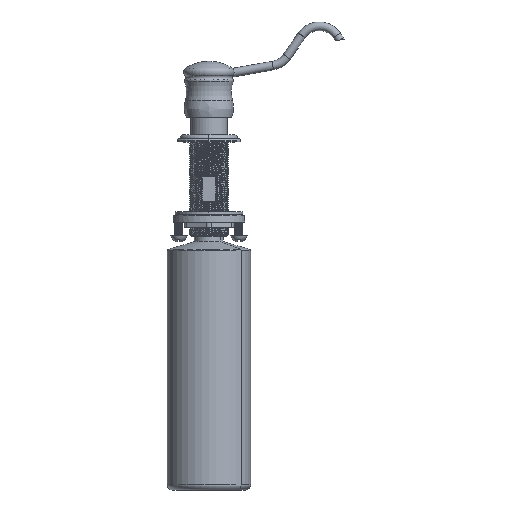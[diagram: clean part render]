
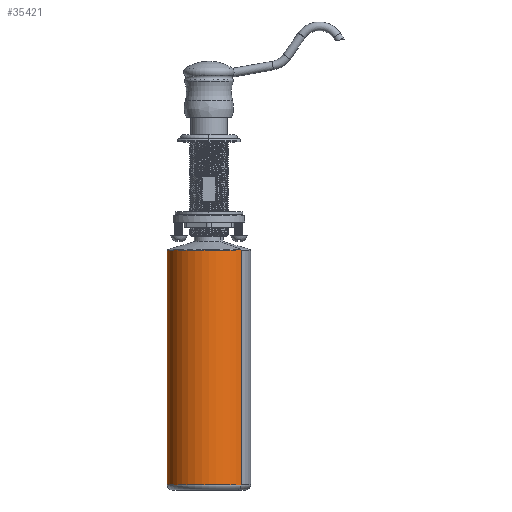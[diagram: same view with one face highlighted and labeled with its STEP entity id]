
A CAD part, left-side view. The second image highlights one B-rep face of the part: STEP entity #35421.
In plain terms, the highlighted cylindrical face has radius 30.874 mm (diameter 61.747 mm), a partial arc.
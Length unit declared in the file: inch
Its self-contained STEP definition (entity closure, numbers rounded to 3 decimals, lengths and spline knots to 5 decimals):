
#9821=CARTESIAN_POINT('',(0.,0.,-3.37268));
#9822=DIRECTION('',(0.,0.,-1.));
#9823=DIRECTION('',(-0.639,-0.77,0.));
#9824=AXIS2_PLACEMENT_3D('',#9821,#9822,#9823);
#9841=DIRECTION('',(0.,0.,-1.));
#9842=VECTOR('',#9841,6.82789);
#9843=CARTESIAN_POINT('',(-0.77613,-0.93545,
-3.37268));
#9844=LINE('',#9843,#9842);
#9845=DIRECTION('',(0.,0.,1.));
#9846=VECTOR('',#9845,6.82789);
#9847=CARTESIAN_POINT('',(0.77613,0.93545,
-10.20057));
#9848=LINE('',#9847,#9846);
#9849=CARTESIAN_POINT('',(0.,0.,-10.20057));
#9850=DIRECTION('',(0.,0.,1.));
#9851=DIRECTION('',(0.639,0.77,0.));
#9852=AXIS2_PLACEMENT_3D('',#9849,#9850,#9851);
#17468=CARTESIAN_POINT('',(-0.77613,-0.93545,
-10.20057));
#17469=CARTESIAN_POINT('',(0.77613,0.93545,
-10.20057));
#17470=VERTEX_POINT('',#17468);
#17471=VERTEX_POINT('',#17469);
#17472=CARTESIAN_POINT('',(0.77613,0.93545,
-3.37268));
#17473=CARTESIAN_POINT('',(-0.77613,-0.93545,
-3.37268));
#17474=VERTEX_POINT('',#17472);
#17475=VERTEX_POINT('',#17473);
#35409=CARTESIAN_POINT('',(0.,0.,-3.23612));
#35410=DIRECTION('',(0.,0.,-1.));
#35411=DIRECTION('',(-0.639,-0.77,0.));
#35412=AXIS2_PLACEMENT_3D('',#35409,#35410,#35411);
#35413=CYLINDRICAL_SURFACE('',#35412,1.2155);
#35414=ORIENTED_EDGE('',*,*,#35361,.F.);
#35415=ORIENTED_EDGE('',*,*,#35404,.T.);
#35417=ORIENTED_EDGE('',*,*,#35416,.F.);
#35418=ORIENTED_EDGE('',*,*,#35400,.T.);
#35419=EDGE_LOOP('',(#35414,#35415,#35417,#35418));
#35420=FACE_OUTER_BOUND('',#35419,.F.);
#35421=ADVANCED_FACE('',(#35420),#35413,.T.);
#9825=CIRCLE('',#9824,1.2155);
#9853=CIRCLE('',#9852,1.2155);
#35361=EDGE_CURVE('',#17475,#17474,#9825,.T.);
#35400=EDGE_CURVE('',#17471,#17474,#9848,.T.);
#35404=EDGE_CURVE('',#17475,#17470,#9844,.T.);
#35416=EDGE_CURVE('',#17471,#17470,#9853,.T.);
